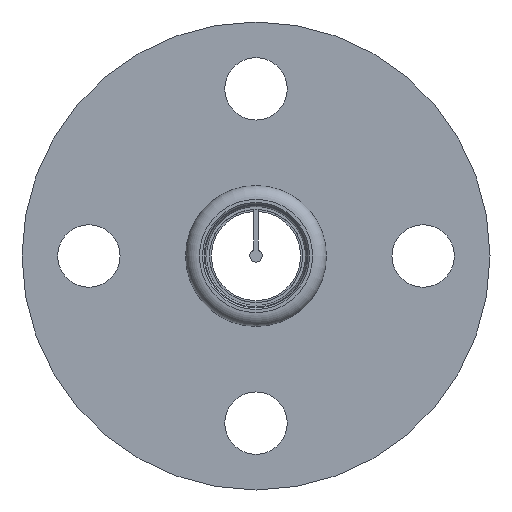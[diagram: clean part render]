
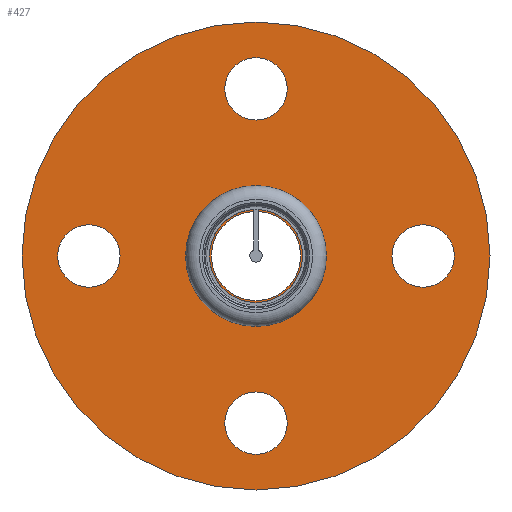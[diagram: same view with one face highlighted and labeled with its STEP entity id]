
A CAD part, left-side view. The second image highlights one B-rep face of the part: STEP entity #427.
In plain terms, the highlighted planar face has unit normal (-1, 0, 0).
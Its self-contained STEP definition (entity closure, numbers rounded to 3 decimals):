
#42=PLANE($,#473);
#62=FACE_BOUND($,#132,.T.);
#63=FACE_BOUND($,#133,.T.);
#64=FACE_BOUND($,#134,.T.);
#65=FACE_BOUND($,#135,.T.);
#66=FACE_BOUND($,#136,.T.);
#67=FACE_BOUND($,#137,.T.);
#132=EDGE_LOOP($,(#307));
#133=EDGE_LOOP($,(#308));
#134=EDGE_LOOP($,(#309));
#135=EDGE_LOOP($,(#310));
#136=EDGE_LOOP($,(#311));
#137=EDGE_LOOP($,(#312));
#184=CIRCLE($,#457,10.);
#186=CIRCLE($,#460,7.);
#188=CIRCLE($,#463,7.);
#190=CIRCLE($,#466,7.);
#192=CIRCLE($,#469,7.);
#195=CIRCLE($,#474,52.5);
#217=VERTEX_POINT($,#669);
#219=VERTEX_POINT($,#674);
#221=VERTEX_POINT($,#679);
#223=VERTEX_POINT($,#684);
#225=VERTEX_POINT($,#689);
#228=VERTEX_POINT($,#697);
#254=EDGE_CURVE($,#217,#217,#184,.T.);
#256=EDGE_CURVE($,#219,#219,#186,.T.);
#258=EDGE_CURVE($,#221,#221,#188,.T.);
#260=EDGE_CURVE($,#223,#223,#190,.T.);
#262=EDGE_CURVE($,#225,#225,#192,.T.);
#265=EDGE_CURVE($,#228,#228,#195,.T.);
#307=ORIENTED_EDGE($,*,*,#254,.T.);
#308=ORIENTED_EDGE($,*,*,#256,.T.);
#309=ORIENTED_EDGE($,*,*,#258,.T.);
#310=ORIENTED_EDGE($,*,*,#260,.T.);
#311=ORIENTED_EDGE($,*,*,#262,.T.);
#312=ORIENTED_EDGE($,*,*,#265,.F.);
#427=ADVANCED_FACE($,(#62,#63,#64,#65,#66,#67),#42,.T.);
#457=AXIS2_PLACEMENT_3D($,#670,#527,#528);
#460=AXIS2_PLACEMENT_3D($,#675,#533,#534);
#463=AXIS2_PLACEMENT_3D($,#680,#539,#540);
#466=AXIS2_PLACEMENT_3D($,#685,#545,#546);
#469=AXIS2_PLACEMENT_3D($,#690,#551,#552);
#473=AXIS2_PLACEMENT_3D($,#696,#559,#560);
#474=AXIS2_PLACEMENT_3D($,#698,#561,#562);
#527=DIRECTION('center_axis',(1.,0.,0.));
#528=DIRECTION('ref_axis',(0.,-1.,0.));
#533=DIRECTION('center_axis',(1.,0.,0.));
#534=DIRECTION('ref_axis',(0.,1.,0.));
#539=DIRECTION('center_axis',(1.,0.,0.));
#540=DIRECTION('ref_axis',(0.,0.,-1.));
#545=DIRECTION('center_axis',(1.,0.,0.));
#546=DIRECTION('ref_axis',(0.,-1.,0.));
#551=DIRECTION('center_axis',(1.,0.,0.));
#552=DIRECTION('ref_axis',(0.,0.,1.));
#559=DIRECTION('center_axis',(-1.,0.,0.));
#560=DIRECTION('ref_axis',(0.,0.,1.));
#561=DIRECTION('center_axis',(1.,0.,0.));
#562=DIRECTION('ref_axis',(0.,1.,0.));
#669=CARTESIAN_POINT('',(0.,-10.,0.));
#670=CARTESIAN_POINT('Origin',(0.,0.,
0.));
#674=CARTESIAN_POINT('',(0.,-7.,-37.5));
#675=CARTESIAN_POINT('Origin',(0.,0.,
-37.5));
#679=CARTESIAN_POINT('',(0.,-37.5,7.));
#680=CARTESIAN_POINT('Origin',(0.,-37.5,0.));
#684=CARTESIAN_POINT('',(0.,7.,37.5));
#685=CARTESIAN_POINT('Origin',(0.,0.,
37.5));
#689=CARTESIAN_POINT('',(0.,37.5,-7.));
#690=CARTESIAN_POINT('Origin',(0.,37.5,0.));
#696=CARTESIAN_POINT('Origin',(0.,26.25,0.));
#697=CARTESIAN_POINT('',(0.,52.5,0.));
#698=CARTESIAN_POINT('Origin',(0.,0.,
0.));
